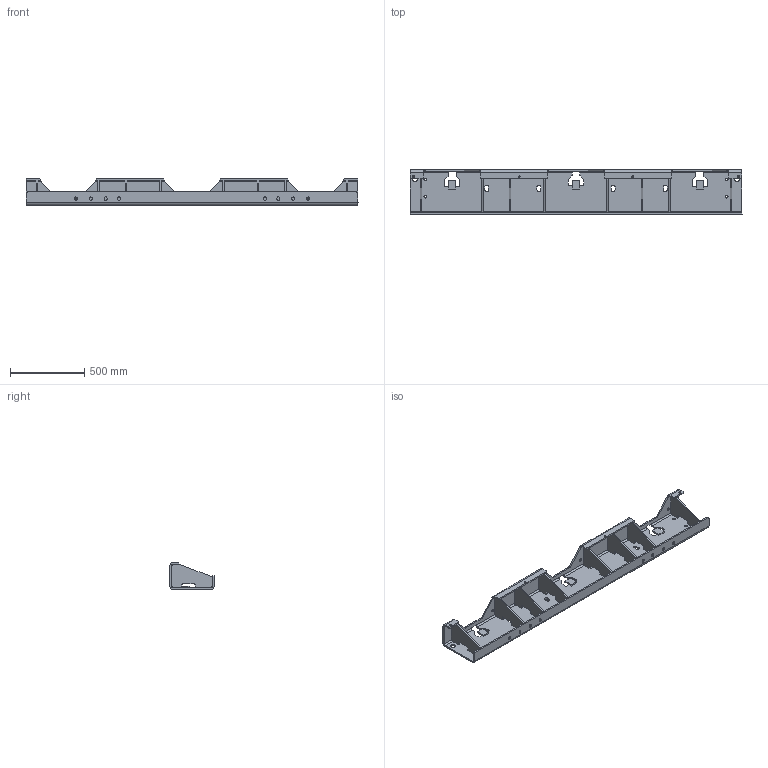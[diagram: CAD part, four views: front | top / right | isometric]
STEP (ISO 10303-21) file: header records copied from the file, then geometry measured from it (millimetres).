
FILE_DESCRIPTION(/* description */ (''),/* implementation_level */ '2;1');
FILE_NAME(/* name */ 'US_UNTEN_SK 6933 01.stp',/* time_stamp */ '2023-09-05T13:58:01+02:00',/* author */ ('m.markus'),/* organization */ (''),/* preprocessor_version */ 'ST-DEVELOPER v18.1',/* originating_system */ 'Autodesk Inventor 2022',/* authorisation */ '');
FILE_SCHEMA (('AUTOMOTIVE_DESIGN { 1 0 10303 214 3 1 1 }'));
Length unit declared in the file: millimetre
Products named in the file (4): US_UNTEN_SK 6933 01; US_UNTEN; Plate; Teil_16
Assembly tree (12 placements, depth 2):
  US_UNTEN_SK 6933 01
    US_UNTEN
    Teil_16  x8
    Plate  x3
Bounding box: 2230 x 296.96 x 180 mm (x, y, z)
Volume: 13505133.5 mm3; surface area: 2867434.3 mm2
Topology: 12 solids, 12 shells, 426 faces, 1164 edges, 767 vertices
Faces by surface type: plane 230, cylinder 178, bspline 18
Full cylindrical faces by diameter (mm): 10 x2, 18 x4, 37 x2
Entity records: 11583 total; most frequent: CARTESIAN_POINT 4147, ORIENTED_EDGE 1524, DIRECTION 1502, EDGE_CURVE 762, AXIS2_PLACEMENT_3D 503, LINE 496, VECTOR 496, VERTEX_POINT 488
